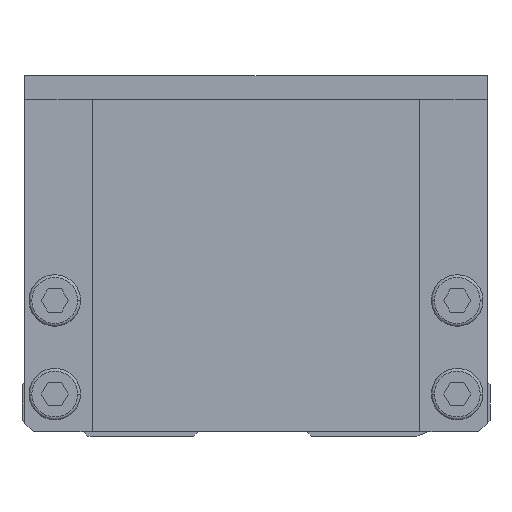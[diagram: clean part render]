
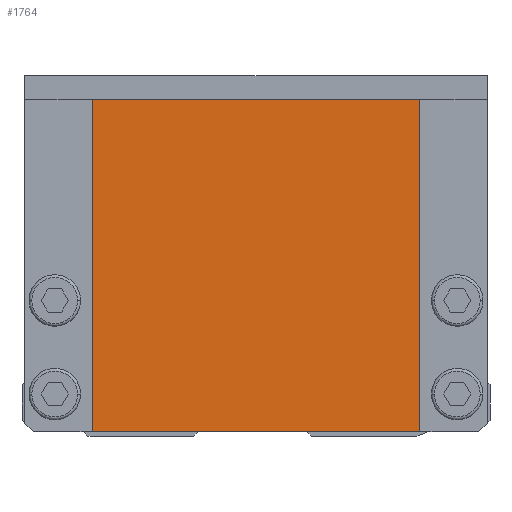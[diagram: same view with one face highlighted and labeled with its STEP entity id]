
A CAD part, front view. The second image highlights one B-rep face of the part: STEP entity #1764.
In plain terms, the highlighted planar face has unit normal (0, -1, 0).
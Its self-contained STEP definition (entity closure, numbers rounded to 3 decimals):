
#1764=ADVANCED_FACE('',(#3659),#3660,.F.);
#3659=FACE_OUTER_BOUND('',#5656,.T.);
#3660=PLANE('',#5657);
#5656=EDGE_LOOP('',(#10774,#10775,#10776,#10777));
#5657=AXIS2_PLACEMENT_3D('',#10778,#10779,#10780);
#10774=ORIENTED_EDGE('',*,*,#13585,.T.);
#10775=ORIENTED_EDGE('',*,*,#13588,.F.);
#10776=ORIENTED_EDGE('',*,*,#13589,.F.);
#10777=ORIENTED_EDGE('',*,*,#13590,.F.);
#10778=CARTESIAN_POINT('',(0.0,0.0,18.25));
#10779=DIRECTION('',(0.0,1.0,0.0));
#10780=DIRECTION('',(0.0,0.0,1.0));
#13585=EDGE_CURVE('',#16738,#16736,#16739,.T.);
#13588=EDGE_CURVE('',#16742,#16736,#16743,.T.);
#13589=EDGE_CURVE('',#16744,#16742,#16745,.T.);
#13590=EDGE_CURVE('',#16738,#16744,#16746,.T.);
#16736=VERTEX_POINT('',#21285);
#16738=VERTEX_POINT('',#21288);
#16739=LINE('',#21289,#21290);
#16742=VERTEX_POINT('',#21294);
#16743=LINE('',#21295,#21296);
#16744=VERTEX_POINT('',#21297);
#16745=LINE('',#21298,#21299);
#16746=LINE('',#21300,#21301);
#21285=CARTESIAN_POINT('',(-17.5,0.0,0.5));
#21288=CARTESIAN_POINT('',(-17.5,0.0,36.0));
#21289=CARTESIAN_POINT('',(-17.5,0.0,18.25));
#21290=VECTOR('',#24018,1.0);
#21294=CARTESIAN_POINT('',(17.5,0.0,0.5));
#21295=CARTESIAN_POINT('',(0.0,0.0,0.5));
#21296=VECTOR('',#24020,1.0);
#21297=CARTESIAN_POINT('',(17.5,0.0,36.0));
#21298=CARTESIAN_POINT('',(17.5,0.0,18.25));
#21299=VECTOR('',#24021,1.0);
#21300=CARTESIAN_POINT('',(0.0,0.0,36.0));
#21301=VECTOR('',#24022,1.0);
#24018=DIRECTION('',(0.0,0.0,-1.0));
#24020=DIRECTION('',(-1.0,0.0,0.0));
#24021=DIRECTION('',(0.0,0.0,-1.0));
#24022=DIRECTION('',(1.0,0.0,0.0));
